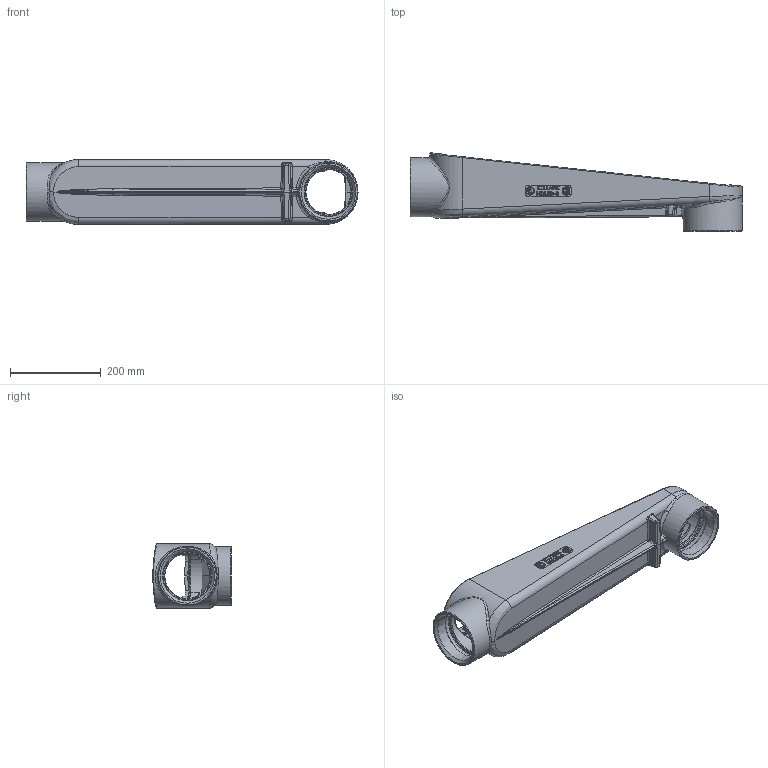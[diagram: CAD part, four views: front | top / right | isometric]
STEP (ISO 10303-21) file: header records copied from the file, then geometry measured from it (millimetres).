
FILE_DESCRIPTION(/* description */ (''),/* implementation_level */ '2;1');
FILE_NAME(/* name */ '21032-2.stp',/* time_stamp */ '2020-05-29T14:03:34+06:00',/* author */ ('lsugumaran'),/* organization */ (''),/* preprocessor_version */ 'ST-DEVELOPER v18',/* originating_system */ 'Autodesk Inventor 2020',/* authorisation */ '');
FILE_SCHEMA (('AUTOMOTIVE_DESIGN { 1 0 10303 214 3 1 1 }'));
Length unit declared in the file: inch
Products named in the file (1): 21032-2
Bounding box: 732.63 x 173.32 x 142.88 mm (x, y, z)
Volume: 2193031.6 mm3; surface area: 528891.3 mm2
Topology: 1 solids, 1 shells, 841 faces, 2147 edges, 1336 vertices
Faces by surface type: bspline 318, plane 309, cylinder 152, cone 38, sphere 14, torus 10
Full cylindrical faces by diameter (mm): 6.401 x6, 99.416 x2, 114.579 x2, 130.175 x2
Entity records: 37576 total; most frequent: CARTESIAN_POINT 18902, ORIENTED_EDGE 4262, DIRECTION 3214, EDGE_CURVE 2131, VERTEX_POINT 1337, AXIS2_PLACEMENT_3D 1125, LINE 964, VECTOR 964
